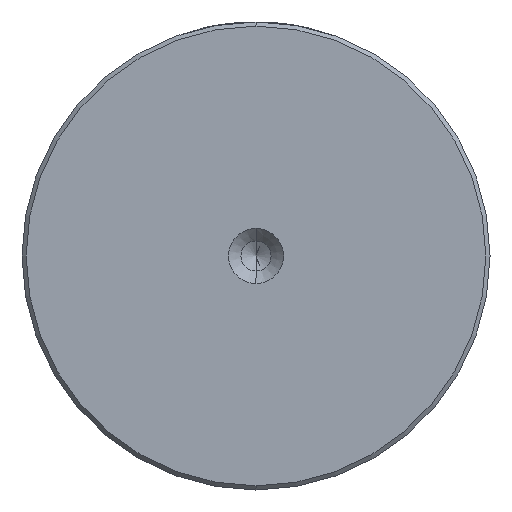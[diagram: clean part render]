
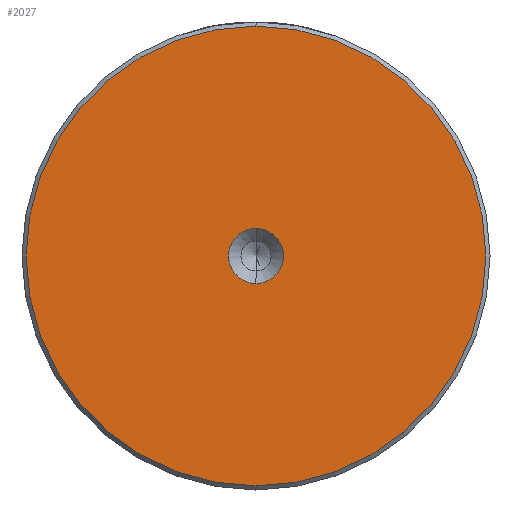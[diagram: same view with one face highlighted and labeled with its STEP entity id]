
A CAD part, left-side view. The second image highlights one B-rep face of the part: STEP entity #2027.
In plain terms, the highlighted planar face has unit normal (-1, 0, 0).
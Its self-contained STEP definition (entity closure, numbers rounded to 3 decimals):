
#70 = CARTESIAN_POINT ( 'NONE',  ( 0., 0., 3.3 ) ) ;
#88 = EDGE_CURVE ( 'NONE', #1701, #391, #144, .T. ) ;
#144 = CIRCLE ( 'NONE', #2240, 27.5 ) ;
#164 = DIRECTION ( 'NONE',  ( -1., 0., 0. ) ) ;
#224 = EDGE_LOOP ( 'NONE', ( #3286, #2518 ) ) ;
#391 = VERTEX_POINT ( 'NONE', #2410 ) ;
#415 = FACE_OUTER_BOUND ( 'NONE', #764, .T. ) ;
#521 = VERTEX_POINT ( 'NONE', #1960 ) ;
#555 = CIRCLE ( 'NONE', #2640, 3.3 ) ;
#620 = CIRCLE ( 'NONE', #1618, 27.5 ) ;
#651 = EDGE_CURVE ( 'NONE', #2030, #521, #555, .T. ) ;
#674 = ORIENTED_EDGE ( 'NONE', *, *, #88, .T. ) ;
#752 = CARTESIAN_POINT ( 'NONE',  ( 0., 0., 0. ) ) ;
#764 = EDGE_LOOP ( 'NONE', ( #3200, #674 ) ) ;
#839 = CARTESIAN_POINT ( 'NONE',  ( 0., 0., 0. ) ) ;
#856 = CARTESIAN_POINT ( 'NONE',  ( 0., 0., 27.5 ) ) ;
#890 = CARTESIAN_POINT ( 'NONE',  ( 0., 0., 0. ) ) ;
#1016 = DIRECTION ( 'NONE',  ( 0., 0., 1. ) ) ;
#1113 = DIRECTION ( 'NONE',  ( 0., 0., 1. ) ) ;
#1428 = CARTESIAN_POINT ( 'NONE',  ( 0., 0., 0. ) ) ;
#1618 = AXIS2_PLACEMENT_3D ( 'NONE', #1428, #3228, #1677 ) ;
#1677 = DIRECTION ( 'NONE',  ( 0., 0., 1. ) ) ;
#1700 = DIRECTION ( 'NONE',  ( 0., 0., 1. ) ) ;
#1701 = VERTEX_POINT ( 'NONE', #856 ) ;
#1737 = CARTESIAN_POINT ( 'NONE',  ( 0., 0., 0. ) ) ;
#1769 = EDGE_CURVE ( 'NONE', #391, #1701, #620, .T. ) ;
#1893 = PLANE ( 'NONE',  #3289 ) ;
#1960 = CARTESIAN_POINT ( 'NONE',  ( 0., 0., -3.3 ) ) ;
#2005 = DIRECTION ( 'NONE',  ( 0., 0., 1. ) ) ;
#2027 = ADVANCED_FACE ( 'NONE', ( #415, #2418 ), #1893, .T. ) ;
#2030 = VERTEX_POINT ( 'NONE', #70 ) ;
#2240 = AXIS2_PLACEMENT_3D ( 'NONE', #890, #3000, #1700 ) ;
#2410 = CARTESIAN_POINT ( 'NONE',  ( 0., 0., -27.5 ) ) ;
#2418 = FACE_BOUND ( 'NONE', #224, .T. ) ;
#2518 = ORIENTED_EDGE ( 'NONE', *, *, #3213, .F. ) ;
#2589 = DIRECTION ( 'NONE',  ( -1., 0., 0. ) ) ;
#2640 = AXIS2_PLACEMENT_3D ( 'NONE', #1737, #164, #2005 ) ;
#2675 = DIRECTION ( 'NONE',  ( -1., 0., 0. ) ) ;
#2780 = AXIS2_PLACEMENT_3D ( 'NONE', #752, #2589, #1016 ) ;
#2865 = CIRCLE ( 'NONE', #2780, 3.3 ) ;
#3000 = DIRECTION ( 'NONE',  ( -1., 0., 0. ) ) ;
#3200 = ORIENTED_EDGE ( 'NONE', *, *, #1769, .T. ) ;
#3213 = EDGE_CURVE ( 'NONE', #521, #2030, #2865, .T. ) ;
#3228 = DIRECTION ( 'NONE',  ( -1., 0., 0. ) ) ;
#3286 = ORIENTED_EDGE ( 'NONE', *, *, #651, .F. ) ;
#3289 = AXIS2_PLACEMENT_3D ( 'NONE', #839, #2675, #1113 ) ;
